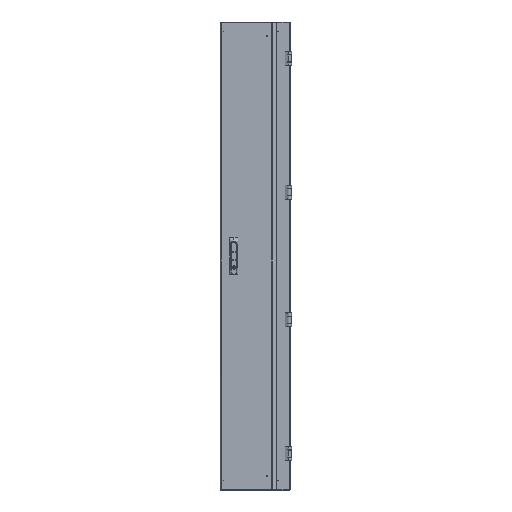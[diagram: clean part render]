
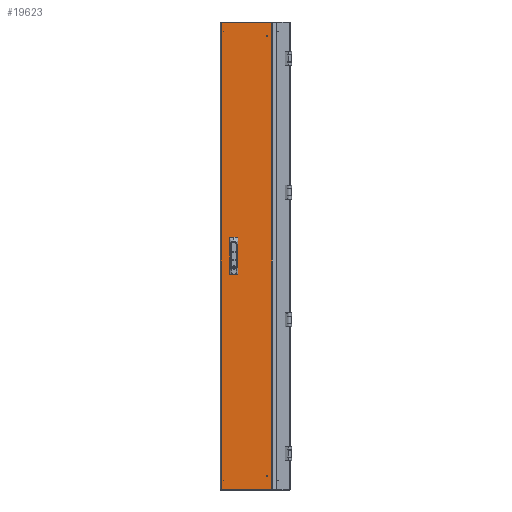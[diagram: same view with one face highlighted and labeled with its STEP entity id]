
A CAD part, top view. The second image highlights one B-rep face of the part: STEP entity #19623.
In plain terms, the highlighted planar face has unit normal (0, 0, 1).
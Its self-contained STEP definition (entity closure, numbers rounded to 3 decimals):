
#106 = VECTOR ( 'NONE', #15356, 1000. ) ;
#132 = DIRECTION ( 'NONE',  ( 0., 0., 1. ) ) ;
#180 = AXIS2_PLACEMENT_3D ( 'NONE', #43023, #8829, #13377 ) ;
#428 = CARTESIAN_POINT ( 'NONE',  ( -110.935, 1003.7, 0. ) ) ;
#647 = ORIENTED_EDGE ( 'NONE', *, *, #42161, .F. ) ;
#884 = ORIENTED_EDGE ( 'NONE', *, *, #54103, .F. ) ;
#1090 = ORIENTED_EDGE ( 'NONE', *, *, #27974, .F. ) ;
#1891 = DIRECTION ( 'NONE',  ( 1., 0., 0. ) ) ;
#1935 = EDGE_CURVE ( 'NONE', #3007, #58632, #60030, .T. ) ;
#2259 = CARTESIAN_POINT ( 'NONE',  ( 89.067, -946.5, 0. ) ) ;
#3007 = VERTEX_POINT ( 'NONE', #4275 ) ;
#3119 = CARTESIAN_POINT ( 'NONE',  ( 0., 0., 0. ) ) ;
#3203 = VERTEX_POINT ( 'NONE', #45283 ) ;
#3304 = VECTOR ( 'NONE', #38147, 1000. ) ;
#3988 = CARTESIAN_POINT ( 'NONE',  ( -96.933, -964.5, 0. ) ) ;
#4141 = CIRCLE ( 'NONE', #40515, 0.5 ) ;
#4275 = CARTESIAN_POINT ( 'NONE',  ( -65.435, 75., 0. ) ) ;
#4282 = DIRECTION ( 'NONE',  ( 0., -1., 0. ) ) ;
#4749 = EDGE_CURVE ( 'NONE', #63530, #10869, #27524, .T. ) ;
#6541 = EDGE_CURVE ( 'NONE', #23782, #42653, #53012, .T. ) ;
#6592 = ORIENTED_EDGE ( 'NONE', *, *, #51216, .F. ) ;
#7402 = CARTESIAN_POINT ( 'NONE',  ( 89.067, 947., 0. ) ) ;
#8159 = VERTEX_POINT ( 'NONE', #24565 ) ;
#8650 = FACE_BOUND ( 'NONE', #32501, .T. ) ;
#8829 = DIRECTION ( 'NONE',  ( 0., 0., 1. ) ) ;
#10146 = DIRECTION ( 'NONE',  ( 1., 0., 0. ) ) ;
#10695 = CARTESIAN_POINT ( 'NONE',  ( 89.067, -946., 0. ) ) ;
#10869 = VERTEX_POINT ( 'NONE', #42383 ) ;
#11083 = CARTESIAN_POINT ( 'NONE',  ( -65.435, 75., 0. ) ) ;
#11732 = ORIENTED_EDGE ( 'NONE', *, *, #36496, .T. ) ;
#11757 = DIRECTION ( 'NONE',  ( 0., 0., 1. ) ) ;
#12745 = CARTESIAN_POINT ( 'NONE',  ( 89.067, -947., 0. ) ) ;
#12867 = FACE_BOUND ( 'NONE', #59801, .T. ) ;
#13377 = DIRECTION ( 'NONE',  ( 1., 0., 0. ) ) ;
#14747 = EDGE_CURVE ( 'NONE', #38168, #34742, #31719, .T. ) ;
#14787 = CARTESIAN_POINT ( 'NONE',  ( -96.433, -964.5, 0. ) ) ;
#14900 = CARTESIAN_POINT ( 'NONE',  ( -96.433, -964.5, 0. ) ) ;
#15356 = DIRECTION ( 'NONE',  ( 0., -1., 0. ) ) ;
#15743 = DIRECTION ( 'NONE',  ( 1., 0., 0. ) ) ;
#16107 = AXIS2_PLACEMENT_3D ( 'NONE', #14787, #132, #15743 ) ;
#16590 = CARTESIAN_POINT ( 'NONE',  ( 110.935, -1003.7, 0. ) ) ;
#17106 = EDGE_LOOP ( 'NONE', ( #884, #54177 ) ) ;
#17777 = FACE_BOUND ( 'NONE', #33314, .T. ) ;
#17961 = CIRCLE ( 'NONE', #23160, 0.5 ) ;
#18312 = CARTESIAN_POINT ( 'NONE',  ( -65.435, 75., 0. ) ) ;
#18443 = CARTESIAN_POINT ( 'NONE',  ( -108.135, -1003.7, 0. ) ) ;
#18863 = CARTESIAN_POINT ( 'NONE',  ( -65.435, -75., 0. ) ) ;
#19384 = EDGE_CURVE ( 'NONE', #56332, #3203, #4141, .T. ) ;
#19623 = ADVANCED_FACE ( 'NONE', ( #43834, #17777, #8650, #57864, #12867, #42524 ), #33063, .T. ) ;
#19806 = DIRECTION ( 'NONE',  ( 0., 0., 1. ) ) ;
#19951 = CIRCLE ( 'NONE', #180, 0.5 ) ;
#20803 = EDGE_LOOP ( 'NONE', ( #11732, #53441, #23264, #30999 ) ) ;
#21866 = CARTESIAN_POINT ( 'NONE',  ( 89.067, -946.5, 0. ) ) ;
#22125 = DIRECTION ( 'NONE',  ( 0., -1., 0. ) ) ;
#22406 = CARTESIAN_POINT ( 'NONE',  ( 110.935, 1003.7, 0. ) ) ;
#23160 = AXIS2_PLACEMENT_3D ( 'NONE', #55682, #46513, #1891 ) ;
#23264 = ORIENTED_EDGE ( 'NONE', *, *, #40743, .T. ) ;
#23782 = VERTEX_POINT ( 'NONE', #41701 ) ;
#24565 = CARTESIAN_POINT ( 'NONE',  ( -95.933, 964.5, 0. ) ) ;
#24570 = EDGE_LOOP ( 'NONE', ( #25199, #6592 ) ) ;
#24626 = VECTOR ( 'NONE', #26231, 1000. ) ;
#25199 = ORIENTED_EDGE ( 'NONE', *, *, #37755, .F. ) ;
#25483 = DIRECTION ( 'NONE',  ( -1., 0., 0. ) ) ;
#25500 = CIRCLE ( 'NONE', #55701, 0.5 ) ;
#26122 = LINE ( 'NONE', #428, #63988 ) ;
#26231 = DIRECTION ( 'NONE',  ( 0., 1., 0. ) ) ;
#26280 = ORIENTED_EDGE ( 'NONE', *, *, #1935, .F. ) ;
#27473 = CARTESIAN_POINT ( 'NONE',  ( -108.135, 1003.7, 0. ) ) ;
#27524 = CIRCLE ( 'NONE', #64000, 0.5 ) ;
#27974 = EDGE_CURVE ( 'NONE', #10869, #63530, #25500, .T. ) ;
#28275 = CIRCLE ( 'NONE', #44923, 0.5 ) ;
#28314 = VERTEX_POINT ( 'NONE', #12745 ) ;
#29037 = CARTESIAN_POINT ( 'NONE',  ( 89.067, 946.5, 0. ) ) ;
#30999 = ORIENTED_EDGE ( 'NONE', *, *, #14747, .T. ) ;
#31402 = CARTESIAN_POINT ( 'NONE',  ( 110.935, 1003.7, 0. ) ) ;
#31719 = LINE ( 'NONE', #31402, #24626 ) ;
#31820 = ORIENTED_EDGE ( 'NONE', *, *, #4749, .F. ) ;
#32260 = DIRECTION ( 'NONE',  ( 0., -1., 0. ) ) ;
#32501 = EDGE_LOOP ( 'NONE', ( #56290, #647 ) ) ;
#32768 = DIRECTION ( 'NONE',  ( 0., 1., 0. ) ) ;
#33063 = PLANE ( 'NONE',  #34330 ) ;
#33245 = CARTESIAN_POINT ( 'NONE',  ( -108.135, 1003.7, 0. ) ) ;
#33271 = EDGE_CURVE ( 'NONE', #42653, #3007, #56776, .T. ) ;
#33314 = EDGE_LOOP ( 'NONE', ( #31820, #1090 ) ) ;
#33746 = CARTESIAN_POINT ( 'NONE',  ( -65.435, -75., 0. ) ) ;
#33981 = ORIENTED_EDGE ( 'NONE', *, *, #33271, .F. ) ;
#34330 = AXIS2_PLACEMENT_3D ( 'NONE', #3119, #52980, #48096 ) ;
#34742 = VERTEX_POINT ( 'NONE', #22406 ) ;
#34875 = LINE ( 'NONE', #54801, #40510 ) ;
#35206 = ORIENTED_EDGE ( 'NONE', *, *, #6541, .F. ) ;
#36496 = EDGE_CURVE ( 'NONE', #34742, #52912, #26122, .T. ) ;
#36665 = EDGE_CURVE ( 'NONE', #52912, #45914, #58715, .T. ) ;
#37755 = EDGE_CURVE ( 'NONE', #56807, #28314, #51658, .T. ) ;
#38147 = DIRECTION ( 'NONE',  ( -1., 0., 0. ) ) ;
#38168 = VERTEX_POINT ( 'NONE', #16590 ) ;
#38257 = CARTESIAN_POINT ( 'NONE',  ( -96.933, 964.5, 0. ) ) ;
#38971 = CIRCLE ( 'NONE', #16107, 0.5 ) ;
#39272 = VECTOR ( 'NONE', #32768, 1000. ) ;
#39627 = DIRECTION ( 'NONE',  ( 1., 0., 0. ) ) ;
#39987 = DIRECTION ( 'NONE',  ( 1., 0., 0. ) ) ;
#40353 = VECTOR ( 'NONE', #39987, 1000. ) ;
#40510 = VECTOR ( 'NONE', #10146, 1000. ) ;
#40515 = AXIS2_PLACEMENT_3D ( 'NONE', #14900, #19806, #39627 ) ;
#40743 = EDGE_CURVE ( 'NONE', #45914, #38168, #34875, .T. ) ;
#41701 = CARTESIAN_POINT ( 'NONE',  ( -40.435, -75., 0. ) ) ;
#42161 = EDGE_CURVE ( 'NONE', #50695, #8159, #19951, .T. ) ;
#42383 = CARTESIAN_POINT ( 'NONE',  ( 89.067, 946., 0. ) ) ;
#42524 = FACE_OUTER_BOUND ( 'NONE', #20803, .T. ) ;
#42653 = VERTEX_POINT ( 'NONE', #58624 ) ;
#43023 = CARTESIAN_POINT ( 'NONE',  ( -96.433, 964.5, 0. ) ) ;
#43834 = FACE_BOUND ( 'NONE', #24570, .T. ) ;
#44407 = VECTOR ( 'NONE', #58392, 1000. ) ;
#44923 = AXIS2_PLACEMENT_3D ( 'NONE', #2259, #46893, #22125 ) ;
#45283 = CARTESIAN_POINT ( 'NONE',  ( -95.933, -964.5, 0. ) ) ;
#45914 = VERTEX_POINT ( 'NONE', #18443 ) ;
#46513 = DIRECTION ( 'NONE',  ( 0., 0., 1. ) ) ;
#46893 = DIRECTION ( 'NONE',  ( 0., 0., 1. ) ) ;
#46971 = EDGE_CURVE ( 'NONE', #58632, #23782, #58641, .T. ) ;
#48096 = DIRECTION ( 'NONE',  ( 1., 0., 0. ) ) ;
#48937 = DIRECTION ( 'NONE',  ( 0., 0., 1. ) ) ;
#50695 = VERTEX_POINT ( 'NONE', #38257 ) ;
#51216 = EDGE_CURVE ( 'NONE', #28314, #56807, #28275, .T. ) ;
#51658 = CIRCLE ( 'NONE', #57913, 0.5 ) ;
#52912 = VERTEX_POINT ( 'NONE', #27473 ) ;
#52980 = DIRECTION ( 'NONE',  ( 0., 0., 1. ) ) ;
#53012 = LINE ( 'NONE', #63464, #39272 ) ;
#53441 = ORIENTED_EDGE ( 'NONE', *, *, #36665, .T. ) ;
#53949 = ORIENTED_EDGE ( 'NONE', *, *, #46971, .F. ) ;
#54103 = EDGE_CURVE ( 'NONE', #3203, #56332, #38971, .T. ) ;
#54177 = ORIENTED_EDGE ( 'NONE', *, *, #19384, .F. ) ;
#54801 = CARTESIAN_POINT ( 'NONE',  ( -110.935, -1003.7, 0. ) ) ;
#55682 = CARTESIAN_POINT ( 'NONE',  ( -96.433, 964.5, 0. ) ) ;
#55701 = AXIS2_PLACEMENT_3D ( 'NONE', #29037, #48937, #4282 ) ;
#56290 = ORIENTED_EDGE ( 'NONE', *, *, #57845, .F. ) ;
#56332 = VERTEX_POINT ( 'NONE', #3988 ) ;
#56776 = LINE ( 'NONE', #18312, #3304 ) ;
#56807 = VERTEX_POINT ( 'NONE', #10695 ) ;
#57845 = EDGE_CURVE ( 'NONE', #8159, #50695, #17961, .T. ) ;
#57864 = FACE_BOUND ( 'NONE', #17106, .T. ) ;
#57913 = AXIS2_PLACEMENT_3D ( 'NONE', #21866, #11757, #32260 ) ;
#58249 = DIRECTION ( 'NONE',  ( 0., -1., 0. ) ) ;
#58392 = DIRECTION ( 'NONE',  ( 0., -1., 0. ) ) ;
#58624 = CARTESIAN_POINT ( 'NONE',  ( -40.435, 75., 0. ) ) ;
#58632 = VERTEX_POINT ( 'NONE', #33746 ) ;
#58641 = LINE ( 'NONE', #18863, #40353 ) ;
#58715 = LINE ( 'NONE', #33245, #44407 ) ;
#59801 = EDGE_LOOP ( 'NONE', ( #35206, #53949, #26280, #33981 ) ) ;
#60030 = LINE ( 'NONE', #11083, #106 ) ;
#62166 = DIRECTION ( 'NONE',  ( 0., 0., 1. ) ) ;
#62815 = CARTESIAN_POINT ( 'NONE',  ( 89.067, 946.5, 0. ) ) ;
#63464 = CARTESIAN_POINT ( 'NONE',  ( -40.435, 75., 0. ) ) ;
#63530 = VERTEX_POINT ( 'NONE', #7402 ) ;
#63988 = VECTOR ( 'NONE', #25483, 1000. ) ;
#64000 = AXIS2_PLACEMENT_3D ( 'NONE', #62815, #62166, #58249 ) ;
